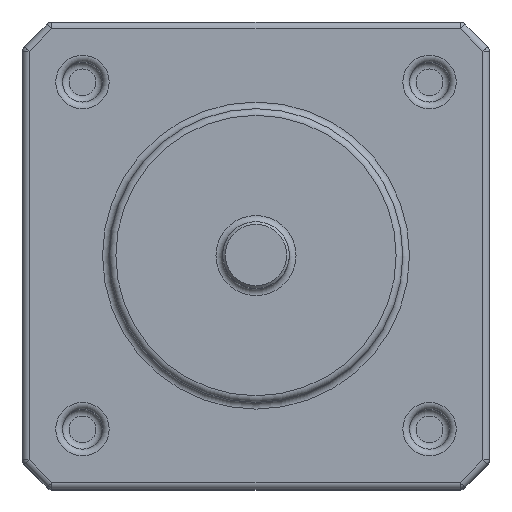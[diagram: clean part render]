
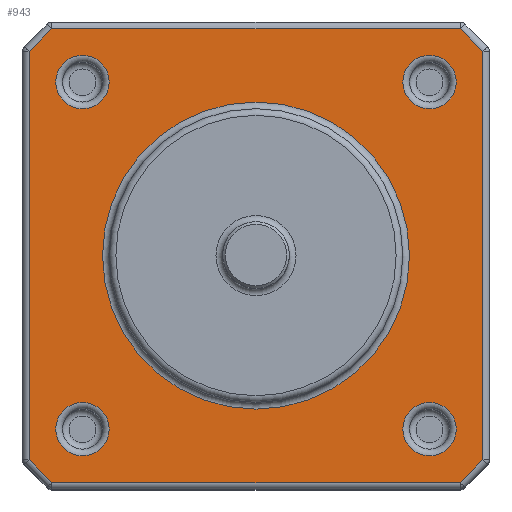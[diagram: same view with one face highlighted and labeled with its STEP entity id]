
A CAD part, top view. The second image highlights one B-rep face of the part: STEP entity #943.
In plain terms, the highlighted planar face has unit normal (0, 0, 1).
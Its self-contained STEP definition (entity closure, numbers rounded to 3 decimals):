
#33=FACE_BOUND('',#280,.T.);
#34=FACE_BOUND('',#281,.T.);
#35=FACE_BOUND('',#282,.T.);
#36=FACE_BOUND('',#283,.T.);
#37=FACE_BOUND('',#284,.T.);
#41=PLANE('',#1047);
#57=LINE('',#1597,#112);
#58=LINE('',#1599,#113);
#59=LINE('',#1601,#114);
#60=LINE('',#1603,#115);
#61=LINE('',#1605,#116);
#62=LINE('',#1607,#117);
#63=LINE('',#1609,#118);
#64=LINE('',#1610,#119);
#112=VECTOR('',#1238,10.);
#113=VECTOR('',#1239,10.);
#114=VECTOR('',#1240,10.);
#115=VECTOR('',#1241,10.);
#116=VECTOR('',#1242,10.);
#117=VECTOR('',#1243,10.);
#118=VECTOR('',#1244,10.);
#119=VECTOR('',#1245,10.);
#204=FACE_OUTER_BOUND('',#279,.T.);
#279=EDGE_LOOP('',(#676,#677,#678,#679,#680,#681,#682,#683));
#280=EDGE_LOOP('',(#684));
#281=EDGE_LOOP('',(#685));
#282=EDGE_LOOP('',(#686));
#283=EDGE_LOOP('',(#687));
#284=EDGE_LOOP('',(#688));
#361=CIRCLE('',#1044,2.);
#364=CIRCLE('',#1048,2.);
#365=CIRCLE('',#1049,2.);
#366=CIRCLE('',#1050,11.5);
#367=CIRCLE('',#1051,2.);
#442=VERTEX_POINT('',#1589);
#444=VERTEX_POINT('',#1595);
#445=VERTEX_POINT('',#1596);
#446=VERTEX_POINT('',#1598);
#447=VERTEX_POINT('',#1600);
#448=VERTEX_POINT('',#1602);
#449=VERTEX_POINT('',#1604);
#450=VERTEX_POINT('',#1606);
#451=VERTEX_POINT('',#1608);
#452=VERTEX_POINT('',#1611);
#453=VERTEX_POINT('',#1613);
#454=VERTEX_POINT('',#1615);
#455=VERTEX_POINT('',#1617);
#521=EDGE_CURVE('',#442,#442,#361,.T.);
#524=EDGE_CURVE('',#444,#445,#57,.T.);
#525=EDGE_CURVE('',#446,#444,#58,.T.);
#526=EDGE_CURVE('',#447,#446,#59,.T.);
#527=EDGE_CURVE('',#448,#447,#60,.T.);
#528=EDGE_CURVE('',#449,#448,#61,.T.);
#529=EDGE_CURVE('',#450,#449,#62,.T.);
#530=EDGE_CURVE('',#451,#450,#63,.T.);
#531=EDGE_CURVE('',#445,#451,#64,.T.);
#532=EDGE_CURVE('',#452,#452,#364,.T.);
#533=EDGE_CURVE('',#453,#453,#365,.T.);
#534=EDGE_CURVE('',#454,#454,#366,.T.);
#535=EDGE_CURVE('',#455,#455,#367,.T.);
#676=ORIENTED_EDGE('',*,*,#524,.F.);
#677=ORIENTED_EDGE('',*,*,#525,.F.);
#678=ORIENTED_EDGE('',*,*,#526,.F.);
#679=ORIENTED_EDGE('',*,*,#527,.F.);
#680=ORIENTED_EDGE('',*,*,#528,.F.);
#681=ORIENTED_EDGE('',*,*,#529,.F.);
#682=ORIENTED_EDGE('',*,*,#530,.F.);
#683=ORIENTED_EDGE('',*,*,#531,.F.);
#684=ORIENTED_EDGE('',*,*,#532,.F.);
#685=ORIENTED_EDGE('',*,*,#533,.F.);
#686=ORIENTED_EDGE('',*,*,#534,.F.);
#687=ORIENTED_EDGE('',*,*,#535,.F.);
#688=ORIENTED_EDGE('',*,*,#521,.F.);
#943=ADVANCED_FACE('',(#204,#33,#34,#35,#36,#37),#41,.T.);
#1044=AXIS2_PLACEMENT_3D('',#1590,#1230,#1231);
#1047=AXIS2_PLACEMENT_3D('',#1594,#1236,#1237);
#1048=AXIS2_PLACEMENT_3D('',#1612,#1246,#1247);
#1049=AXIS2_PLACEMENT_3D('',#1614,#1248,#1249);
#1050=AXIS2_PLACEMENT_3D('',#1616,#1250,#1251);
#1051=AXIS2_PLACEMENT_3D('',#1618,#1252,#1253);
#1230=DIRECTION('center_axis',(0.,0.,1.));
#1231=DIRECTION('ref_axis',(-1.,0.,0.));
#1236=DIRECTION('center_axis',(0.,0.,1.));
#1237=DIRECTION('ref_axis',(1.,0.,0.));
#1238=DIRECTION('',(0.,1.,0.));
#1239=DIRECTION('',(-0.707,0.707,0.));
#1240=DIRECTION('',(-1.,0.,0.));
#1241=DIRECTION('',(-0.707,-0.707,0.));
#1242=DIRECTION('',(0.,-1.,0.));
#1243=DIRECTION('',(0.707,-0.707,0.));
#1244=DIRECTION('',(1.,0.,0.));
#1245=DIRECTION('',(0.707,0.707,0.));
#1246=DIRECTION('center_axis',(0.,0.,1.));
#1247=DIRECTION('ref_axis',(-1.,0.,0.));
#1248=DIRECTION('center_axis',(0.,0.,1.));
#1249=DIRECTION('ref_axis',(-1.,0.,0.));
#1250=DIRECTION('center_axis',(0.,0.,1.));
#1251=DIRECTION('ref_axis',(-1.,0.,0.));
#1252=DIRECTION('center_axis',(0.,0.,1.));
#1253=DIRECTION('ref_axis',(-1.,0.,0.));
#1589=CARTESIAN_POINT('',(-11.,-13.,34.));
#1590=CARTESIAN_POINT('Origin',(-13.,-13.,34.));
#1594=CARTESIAN_POINT('Origin',(0.,0.,34.));
#1595=CARTESIAN_POINT('',(-17.,-15.293,34.));
#1596=CARTESIAN_POINT('',(-17.,15.293,34.));
#1597=CARTESIAN_POINT('',(-17.,8.75,34.));
#1598=CARTESIAN_POINT('',(-15.293,-17.,34.));
#1599=CARTESIAN_POINT('',(-16.146,-16.146,34.));
#1600=CARTESIAN_POINT('',(15.293,-17.,34.));
#1601=CARTESIAN_POINT('',(-8.75,-17.,34.));
#1602=CARTESIAN_POINT('',(17.,-15.293,34.));
#1603=CARTESIAN_POINT('',(16.146,-16.146,34.));
#1604=CARTESIAN_POINT('',(17.,15.293,34.));
#1605=CARTESIAN_POINT('',(17.,-8.75,34.));
#1606=CARTESIAN_POINT('',(15.293,17.,34.));
#1607=CARTESIAN_POINT('',(16.146,16.146,34.));
#1608=CARTESIAN_POINT('',(-15.293,17.,34.));
#1609=CARTESIAN_POINT('',(8.75,17.,34.));
#1610=CARTESIAN_POINT('',(-16.146,16.146,34.));
#1611=CARTESIAN_POINT('',(-11.,13.,34.));
#1612=CARTESIAN_POINT('Origin',(-13.,13.,34.));
#1613=CARTESIAN_POINT('',(15.,13.,34.));
#1614=CARTESIAN_POINT('Origin',(13.,13.,34.));
#1615=CARTESIAN_POINT('',(11.5,0.,34.));
#1616=CARTESIAN_POINT('Origin',(0.,0.,34.));
#1617=CARTESIAN_POINT('',(15.,-13.,34.));
#1618=CARTESIAN_POINT('Origin',(13.,-13.,34.));
